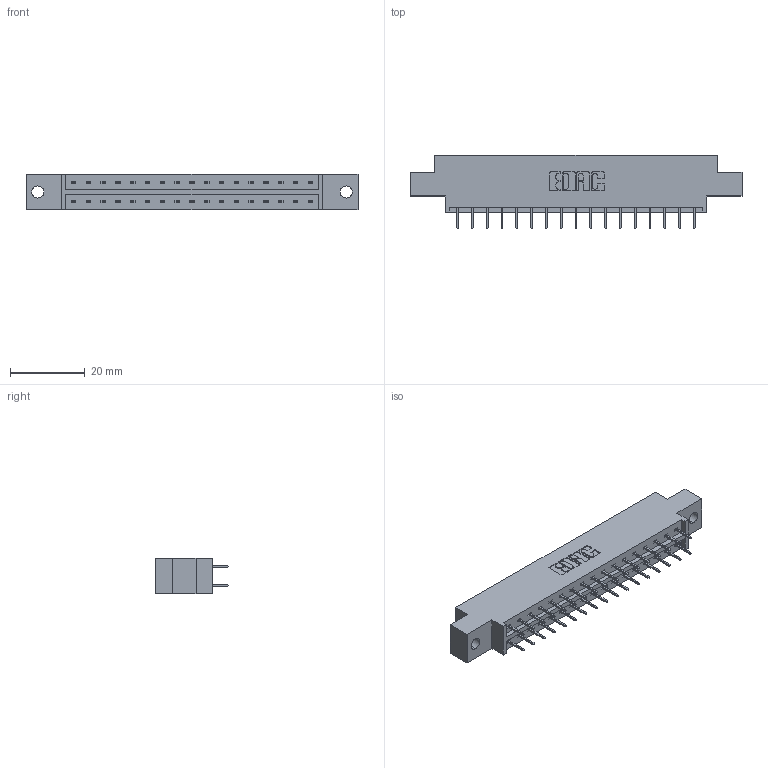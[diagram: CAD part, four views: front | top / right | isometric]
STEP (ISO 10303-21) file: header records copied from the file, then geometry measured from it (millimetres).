
FILE_DESCRIPTION (( 'STEP AP203' ), '1' );
FILE_NAME ('833-034-524-802.STEP', '2020-06-02T22:03:57', ( '' ), ( '' ), 'SwSTEP 2.0', 'SolidWorks 2020', '' );
FILE_SCHEMA (( 'CONFIG_CONTROL_DESIGN' ));
Length unit declared in the file: inch
Products named in the file (3): 345-292-001_345-293-124; 833-034-524-802; 833 Part_Offset - .128 Dia
Assembly tree (35 placements, depth 2):
  833-034-524-802
    833 Part_Offset - .128 Dia
    345-292-001_345-293-124  x34
Bounding box: 88.9 x 19.69 x 9.4 mm (x, y, z)
Volume: 8526.5 mm3; surface area: 9604.8 mm2
Topology: 35 solids, 35 shells, 2022 faces, 5729 edges, 3682 vertices
Faces by surface type: plane 1502, cylinder 520
Entity records: 14379 total; most frequent: CARTESIAN_POINT 2414, ORIENTED_EDGE 2350, DIRECTION 2107, EDGE_CURVE 1175, VECTOR 1051, LINE 1051, VERTEX_POINT 778, AXIS2_PLACEMENT_3D 528
